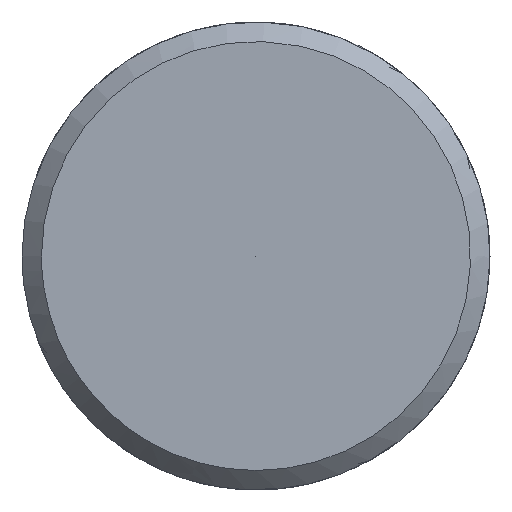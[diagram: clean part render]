
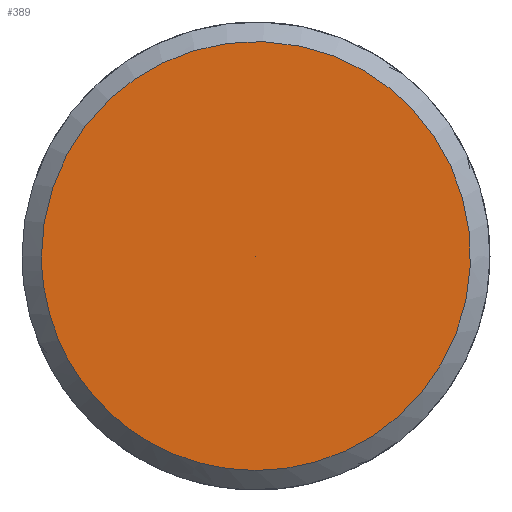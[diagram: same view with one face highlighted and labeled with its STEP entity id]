
A CAD part, left-side view. The second image highlights one B-rep face of the part: STEP entity #389.
In plain terms, the highlighted free-form (B-spline) face has degree [5, 1] with [6, 2] control points.
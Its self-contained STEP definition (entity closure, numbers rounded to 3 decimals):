
#317 = CARTESIAN_POINT ('', (-57., 2.75, 0.));
#318 = VERTEX_POINT ('', #317);
#326 = CARTESIAN_POINT ('', (-57., 2.75, 0.));
#327 = CARTESIAN_POINT ('', (-57., 2.75, 11.));
#328 = CARTESIAN_POINT ('', (-57., -8.25, 5.5));
#329 = CARTESIAN_POINT ('', (-57., -8.25, -5.5));
#330 = CARTESIAN_POINT ('', (-57., 2.75, -11.));
#331 = CARTESIAN_POINT ('', (-57., 2.75, 0.));
#332 = (
   BOUNDED_CURVE ()
   B_SPLINE_CURVE (5, (#326, #327, #328, #329, #330, #331), .UNSPECIFIED., .T., .U.)
   B_SPLINE_CURVE_WITH_KNOTS ((6, 6), (0., 1.), .UNSPECIFIED.)
   CURVE ()
   GEOMETRIC_REPRESENTATION_ITEM ()
   RATIONAL_B_SPLINE_CURVE ((5., 1., 1., 1., 1., 5.))
   REPRESENTATION_ITEM ('')
);
#333 = EDGE_CURVE ('', #318, #318, #332, .T.);
#365 = CARTESIAN_POINT ('', (-57., 0., 0.));
#366 = VERTEX_POINT ('', #365);
#367 = CARTESIAN_POINT ('', (-57., 0., 0.));
#368 = CARTESIAN_POINT ('', (-57., 2.75, 0.));
#369 = B_SPLINE_CURVE_WITH_KNOTS ('', 1, (#367, #368), .UNSPECIFIED., .F., .U., (2, 2), (0., 1.), .UNSPECIFIED.);
#370 = EDGE_CURVE ('', #366, #318, #369, .T.);
#371 = ORIENTED_EDGE ('', *, *, #370, .F.);
#372 = ORIENTED_EDGE ('', *, *, #370, .T.);
#373 = ORIENTED_EDGE ('', *, *, #333, .F.);
#374 = EDGE_LOOP ('', (#371, #372, #373));
#375 = FACE_OUTER_BOUND ('', #374, .T.);
#376 = CARTESIAN_POINT ('', (-57., 0., 0.));
#377 = CARTESIAN_POINT ('', (-57., 2.75, 0.));
#378 = CARTESIAN_POINT ('', (-57., 0., 0.));
#379 = CARTESIAN_POINT ('', (-57., 2.75, 11.));
#380 = CARTESIAN_POINT ('', (-57., 0., 0.));
#381 = CARTESIAN_POINT ('', (-57., -8.25, 5.5));
#382 = CARTESIAN_POINT ('', (-57., 0., 0.));
#383 = CARTESIAN_POINT ('', (-57., -8.25, -5.5));
#384 = CARTESIAN_POINT ('', (-57., 0., 0.));
#385 = CARTESIAN_POINT ('', (-57., 2.75, -11.));
#386 = CARTESIAN_POINT ('', (-57., 0., 0.));
#387 = CARTESIAN_POINT ('', (-57., 2.75, 0.));
#388 = (
   BOUNDED_SURFACE ()
   B_SPLINE_SURFACE (5, 1, ((#376, #377), (#378, #379), (#380, #381), (#382, #383), (#384, #385), (#386, #387)), .UNSPECIFIED., .T., .F., .U.)
   B_SPLINE_SURFACE_WITH_KNOTS ((6, 6), (2, 2), (0., 1.), (0., 1.), .UNSPECIFIED.)
   SURFACE ()
   GEOMETRIC_REPRESENTATION_ITEM ()
   RATIONAL_B_SPLINE_SURFACE (((5., 5.), (1., 1.), (1., 1.), (1., 1.), (1., 1.), (5., 5.)))
   REPRESENTATION_ITEM ('')
);
#389 = ADVANCED_FACE ('', (#375), #388, .T.);
